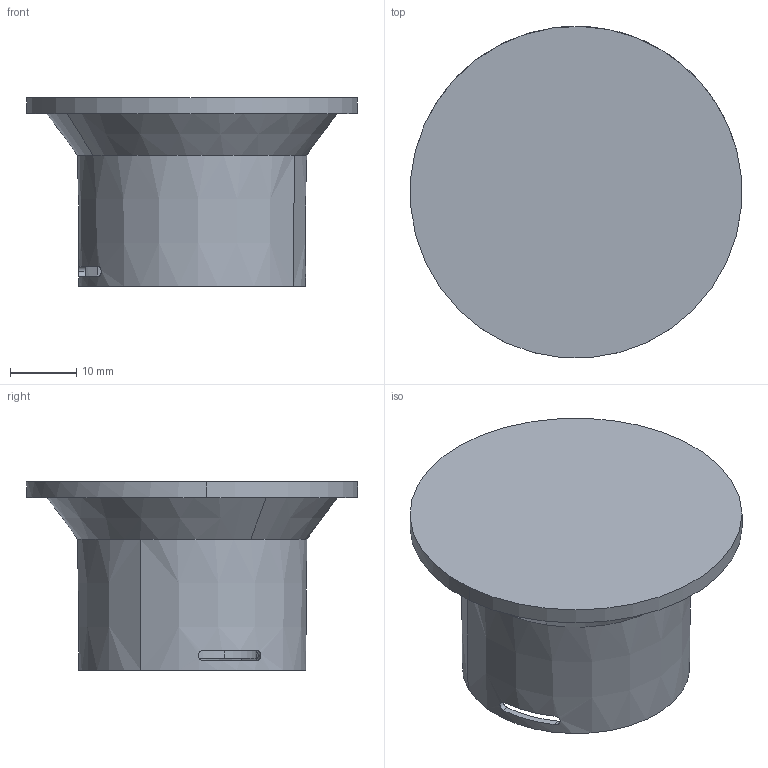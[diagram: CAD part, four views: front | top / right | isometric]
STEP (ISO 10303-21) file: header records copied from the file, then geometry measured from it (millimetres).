
FILE_DESCRIPTION(('Creo Elements/Direct Modeling STEP Export'),'2;1');
FILE_NAME('ACTIVE_PLUS_REFLECTOR.stp','2018-02-21T11:47:19',(''),(''),'Creo Elements/Direct Modeling STEP processor for AP214 (Solid Model)','Creo Elements/Direct Modeling 19.0F 14-Feb-2017 (C) Parametric Technology GmbH','');
FILE_SCHEMA(('AUTOMOTIVE_DESIGN { 1 0 10303 214 1 1 1 1 }'));
Length unit declared in the file: millimetre
Products named in the file (2): RIFLETTORE
Assembly tree (1 placements, depth 2):
  RIFLETTORE
    RIFLETTORE
Bounding box: 49.82 x 49.9 x 28.4 mm (x, y, z)
Volume: 23930.3 mm3; surface area: 9350.3 mm2
Topology: 1 solids, 1 shells, 38 faces, 99 edges, 65 vertices
Faces by surface type: cylinder 12, plane 12, cone 12, torus 2
Entity records: 1218 total; most frequent: CARTESIAN_POINT 319, ORIENTED_EDGE 198, DIRECTION 156, EDGE_CURVE 99, VERTEX_POINT 65, AXIS2_PLACEMENT_3D 62, EDGE_LOOP 44, FACE_OUTER_BOUND 38
